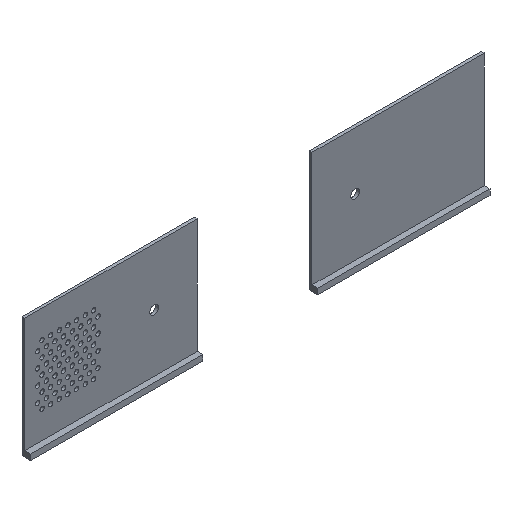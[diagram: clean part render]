
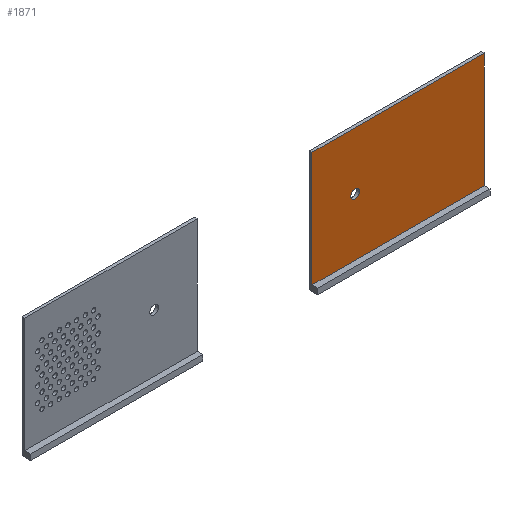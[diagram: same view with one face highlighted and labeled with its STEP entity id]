
A CAD part, isometric view. The second image highlights one B-rep face of the part: STEP entity #1871.
In plain terms, the highlighted planar face has unit normal (0, -1, 0).
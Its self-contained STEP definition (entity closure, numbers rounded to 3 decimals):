
#154=FACE_BOUND('',#669,.T.);
#292=CIRCLE('',#2104,1.5);
#446=FACE_OUTER_BOUND('',#668,.T.);
#668=EDGE_LOOP('',(#1766,#1767,#1768,#1769));
#669=EDGE_LOOP('',(#1770));
#756=LINE('',#3113,#861);
#767=LINE('',#3139,#872);
#770=LINE('',#3145,#875);
#773=LINE('',#3150,#878);
#861=VECTOR('',#2624,10.);
#872=VECTOR('',#2647,10.);
#875=VECTOR('',#2652,10.);
#878=VECTOR('',#2657,10.);
#1028=VERTEX_POINT('',#3111);
#1029=VERTEX_POINT('',#3112);
#1037=VERTEX_POINT('',#3134);
#1038=VERTEX_POINT('',#3138);
#1040=VERTEX_POINT('',#3144);
#1264=EDGE_CURVE('',#1028,#1029,#756,.T.);
#1276=EDGE_CURVE('',#1037,#1037,#292,.T.);
#1277=EDGE_CURVE('',#1029,#1038,#767,.T.);
#1280=EDGE_CURVE('',#1038,#1040,#770,.T.);
#1283=EDGE_CURVE('',#1040,#1028,#773,.T.);
#1766=ORIENTED_EDGE('',*,*,#1283,.T.);
#1767=ORIENTED_EDGE('',*,*,#1264,.T.);
#1768=ORIENTED_EDGE('',*,*,#1277,.T.);
#1769=ORIENTED_EDGE('',*,*,#1280,.T.);
#1770=ORIENTED_EDGE('',*,*,#1276,.F.);
#1786=PLANE('',#2109);
#1871=ADVANCED_FACE('',(#446,#154),#1786,.F.);
#2104=AXIS2_PLACEMENT_3D('',#3136,#2643,#2644);
#2109=AXIS2_PLACEMENT_3D('',#3153,#2661,#2662);
#2624=DIRECTION('',(1.,0.,0.));
#2643=DIRECTION('center_axis',(0.,-1.,0.));
#2644=DIRECTION('ref_axis',(1.,0.,0.));
#2647=DIRECTION('',(0.,0.,1.));
#2652=DIRECTION('',(-1.,0.,0.));
#2657=DIRECTION('',(0.,0.,-1.));
#2661=DIRECTION('center_axis',(0.,1.,0.));
#2662=DIRECTION('ref_axis',(1.,0.,0.));
#3111=CARTESIAN_POINT('',(100.,0.,0.));
#3112=CARTESIAN_POINT('',(160.,0.,0.));
#3113=CARTESIAN_POINT('',(100.,0.,0.));
#3134=CARTESIAN_POINT('',(113.5,0.,20.));
#3136=CARTESIAN_POINT('Origin',(115.,0.,20.));
#3138=CARTESIAN_POINT('',(160.,0.,40.));
#3139=CARTESIAN_POINT('',(160.,0.,0.));
#3144=CARTESIAN_POINT('',(100.,0.,40.));
#3145=CARTESIAN_POINT('',(160.,0.,40.));
#3150=CARTESIAN_POINT('',(100.,0.,40.));
#3153=CARTESIAN_POINT('Origin',(130.,0.,20.));
